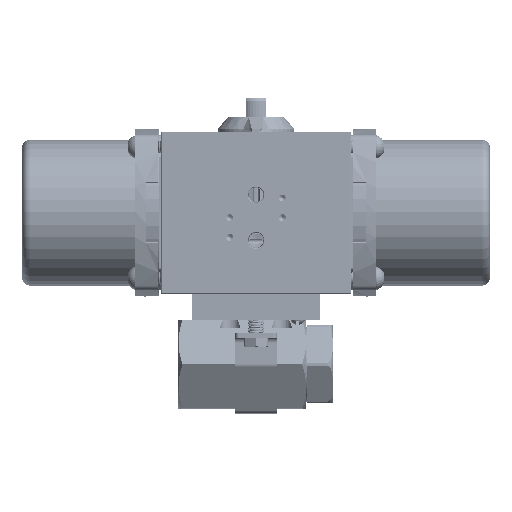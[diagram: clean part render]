
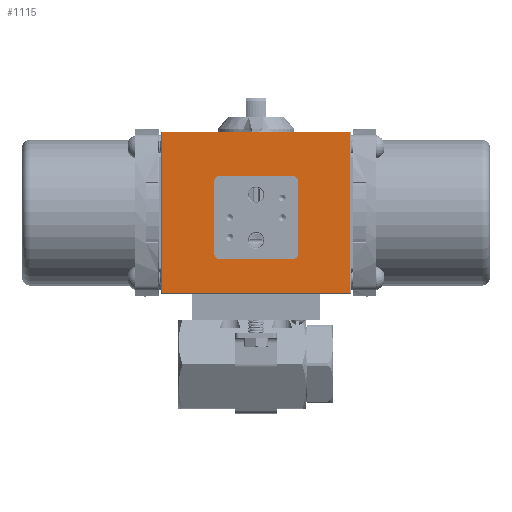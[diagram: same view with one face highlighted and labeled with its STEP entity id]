
A CAD part, top view. The second image highlights one B-rep face of the part: STEP entity #1115.
In plain terms, the highlighted planar face has unit normal (0, 0, 1).
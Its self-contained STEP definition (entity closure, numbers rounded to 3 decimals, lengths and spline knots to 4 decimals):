
#1115 = ADVANCED_FACE ( 'NONE', ( #79696, #137191 ), #4701, .F. ) ;
#2102 = DIRECTION ( 'NONE',  ( 0., 1., 0. ) ) ;
#3480 = VERTEX_POINT ( 'NONE', #97293 ) ;
#4701 = PLANE ( 'NONE',  #97417 ) ;
#4843 = LINE ( 'NONE', #66482, #92947 ) ;
#6638 = CARTESIAN_POINT ( 'NONE',  ( -2.253, 1.7, 1.55 ) ) ;
#7695 = EDGE_LOOP ( 'NONE', ( #17716, #133570, #36261, #36072, #63307, #137968, #41801, #37045 ) ) ;
#10958 = VERTEX_POINT ( 'NONE', #6638 ) ;
#14454 = EDGE_CURVE ( 'NONE', #61647, #34629, #41850, .T. ) ;
#14719 = CARTESIAN_POINT ( 'NONE',  ( 2.273, 1.7, 1.55 ) ) ;
#16081 = CARTESIAN_POINT ( 'NONE',  ( 0.878, 2.64, 1.55 ) ) ;
#16287 = DIRECTION ( 'NONE',  ( 0., 0., -1. ) ) ;
#17617 = CIRCLE ( 'NONE', #97597, 0.125 ) ;
#17716 = ORIENTED_EDGE ( 'NONE', *, *, #87425, .F. ) ;
#19242 = ORIENTED_EDGE ( 'NONE', *, *, #132742, .T. ) ;
#20163 = CIRCLE ( 'NONE', #28128, 0.125 ) ;
#24630 = ORIENTED_EDGE ( 'NONE', *, *, #41345, .T. ) ;
#25195 = VECTOR ( 'NONE', #123459, 39.3701 ) ;
#26614 = EDGE_LOOP ( 'NONE', ( #124211, #24630, #69637, #19242 ) ) ;
#27599 = DIRECTION ( 'NONE',  ( 0., 1., 0. ) ) ;
#28018 = LINE ( 'NONE', #77631, #132219 ) ;
#28128 = AXIS2_PLACEMENT_3D ( 'NONE', #66077, #146438, #77667 ) ;
#28300 = EDGE_CURVE ( 'NONE', #40641, #103299, #87506, .T. ) ;
#30343 = VERTEX_POINT ( 'NONE', #67735 ) ;
#33697 = VERTEX_POINT ( 'NONE', #66652 ) ;
#34629 = VERTEX_POINT ( 'NONE', #36917 ) ;
#35109 = CARTESIAN_POINT ( 'NONE',  ( -0.872, 2.64, 1.55 ) ) ;
#36072 = ORIENTED_EDGE ( 'NONE', *, *, #54476, .T. ) ;
#36243 = EDGE_CURVE ( 'NONE', #118093, #3480, #102240, .T. ) ;
#36261 = ORIENTED_EDGE ( 'NONE', *, *, #36243, .F. ) ;
#36294 = VERTEX_POINT ( 'NONE', #105244 ) ;
#36917 = CARTESIAN_POINT ( 'NONE',  ( 2.253, 5.56, 1.55 ) ) ;
#37045 = ORIENTED_EDGE ( 'NONE', *, *, #52052, .T. ) ;
#40515 = CARTESIAN_POINT ( 'NONE',  ( 1.003, 2.64, 1.55 ) ) ;
#40641 = VERTEX_POINT ( 'NONE', #40515 ) ;
#41130 = VECTOR ( 'NONE', #69156, 39.3701 ) ;
#41345 = EDGE_CURVE ( 'NONE', #34629, #121976, #4843, .T. ) ;
#41801 = ORIENTED_EDGE ( 'NONE', *, *, #76262, .F. ) ;
#41850 = LINE ( 'NONE', #90524, #102952 ) ;
#46568 = CARTESIAN_POINT ( 'NONE',  ( -0.997, 4.515, 1.55 ) ) ;
#46702 = DIRECTION ( 'NONE',  ( 0., 1., 0. ) ) ;
#49389 = DIRECTION ( 'NONE',  ( 1., 0., 0. ) ) ;
#52052 = EDGE_CURVE ( 'NONE', #30343, #36294, #63528, .T. ) ;
#52171 = LINE ( 'NONE', #113888, #25195 ) ;
#54476 = EDGE_CURVE ( 'NONE', #118093, #133658, #20163, .T. ) ;
#61647 = VERTEX_POINT ( 'NONE', #140267 ) ;
#61955 = CARTESIAN_POINT ( 'NONE',  ( 2.273, 5.58, 1.55 ) ) ;
#63307 = ORIENTED_EDGE ( 'NONE', *, *, #127539, .F. ) ;
#63528 = CIRCLE ( 'NONE', #141456, 0.125 ) ;
#66077 = CARTESIAN_POINT ( 'NONE',  ( 0.878, 4.39, 1.55 ) ) ;
#66482 = CARTESIAN_POINT ( 'NONE',  ( 2.273, 5.56, 1.55 ) ) ;
#66627 = CARTESIAN_POINT ( 'NONE',  ( 1.003, 4.515, 1.55 ) ) ;
#66652 = CARTESIAN_POINT ( 'NONE',  ( -0.997, 4.39, 1.55 ) ) ;
#67649 = CARTESIAN_POINT ( 'NONE',  ( 0.878, 2.515, 1.55 ) ) ;
#67735 = CARTESIAN_POINT ( 'NONE',  ( -0.872, 2.515, 1.55 ) ) ;
#69156 = DIRECTION ( 'NONE',  ( -1., 0., 0. ) ) ;
#69637 = ORIENTED_EDGE ( 'NONE', *, *, #83578, .T. ) ;
#70925 = DIRECTION ( 'NONE',  ( 0., 0., -1. ) ) ;
#73268 = LINE ( 'NONE', #66627, #76897 ) ;
#76254 = LINE ( 'NONE', #143294, #114055 ) ;
#76262 = EDGE_CURVE ( 'NONE', #30343, #103299, #28018, .T. ) ;
#76897 = VECTOR ( 'NONE', #135427, 39.3701 ) ;
#77631 = CARTESIAN_POINT ( 'NONE',  ( -0.997, 2.515, 1.55 ) ) ;
#77667 = DIRECTION ( 'NONE',  ( 0., 1., 0. ) ) ;
#79696 = FACE_OUTER_BOUND ( 'NONE', #26614, .T. ) ;
#83578 = EDGE_CURVE ( 'NONE', #121976, #10958, #52171, .T. ) ;
#86823 = CARTESIAN_POINT ( 'NONE',  ( 0.878, 4.515, 1.55 ) ) ;
#87425 = EDGE_CURVE ( 'NONE', #33697, #36294, #76254, .T. ) ;
#87506 = CIRCLE ( 'NONE', #119098, 0.125 ) ;
#90524 = CARTESIAN_POINT ( 'NONE',  ( 2.253, 5.58, 1.55 ) ) ;
#90556 = DIRECTION ( 'NONE',  ( -1., 0., 0. ) ) ;
#92947 = VECTOR ( 'NONE', #90556, 39.3701 ) ;
#96410 = DIRECTION ( 'NONE',  ( 0., 0., -1. ) ) ;
#96615 = DIRECTION ( 'NONE',  ( 0., 1., 0. ) ) ;
#97293 = CARTESIAN_POINT ( 'NONE',  ( -0.872, 4.515, 1.55 ) ) ;
#97417 = AXIS2_PLACEMENT_3D ( 'NONE', #61955, #16287, #96615 ) ;
#97597 = AXIS2_PLACEMENT_3D ( 'NONE', #139713, #70925, #2102 ) ;
#102240 = LINE ( 'NONE', #46568, #41130 ) ;
#102952 = VECTOR ( 'NONE', #113164, 39.3701 ) ;
#103299 = VERTEX_POINT ( 'NONE', #67649 ) ;
#105244 = CARTESIAN_POINT ( 'NONE',  ( -0.997, 2.64, 1.55 ) ) ;
#109157 = DIRECTION ( 'NONE',  ( 0., -1., 0. ) ) ;
#113164 = DIRECTION ( 'NONE',  ( 0., 1., 0. ) ) ;
#113888 = CARTESIAN_POINT ( 'NONE',  ( -2.253, 5.58, 1.55 ) ) ;
#114055 = VECTOR ( 'NONE', #109157, 39.3701 ) ;
#115329 = LINE ( 'NONE', #14719, #135029 ) ;
#115474 = DIRECTION ( 'NONE',  ( 0., 0., -1. ) ) ;
#116279 = CARTESIAN_POINT ( 'NONE',  ( 1.003, 4.39, 1.55 ) ) ;
#118093 = VERTEX_POINT ( 'NONE', #86823 ) ;
#119098 = AXIS2_PLACEMENT_3D ( 'NONE', #16081, #96410, #27599 ) ;
#121976 = VERTEX_POINT ( 'NONE', #139899 ) ;
#123459 = DIRECTION ( 'NONE',  ( 0., -1., 0. ) ) ;
#124211 = ORIENTED_EDGE ( 'NONE', *, *, #14454, .T. ) ;
#127539 = EDGE_CURVE ( 'NONE', #40641, #133658, #73268, .T. ) ;
#132219 = VECTOR ( 'NONE', #134858, 39.3701 ) ;
#132742 = EDGE_CURVE ( 'NONE', #10958, #61647, #115329, .T. ) ;
#133570 = ORIENTED_EDGE ( 'NONE', *, *, #135421, .T. ) ;
#133658 = VERTEX_POINT ( 'NONE', #116279 ) ;
#134858 = DIRECTION ( 'NONE',  ( 1., 0., 0. ) ) ;
#135029 = VECTOR ( 'NONE', #49389, 39.3701 ) ;
#135421 = EDGE_CURVE ( 'NONE', #33697, #3480, #17617, .T. ) ;
#135427 = DIRECTION ( 'NONE',  ( 0., 1., 0. ) ) ;
#137191 = FACE_BOUND ( 'NONE', #7695, .T. ) ;
#137968 = ORIENTED_EDGE ( 'NONE', *, *, #28300, .T. ) ;
#139713 = CARTESIAN_POINT ( 'NONE',  ( -0.872, 4.39, 1.55 ) ) ;
#139899 = CARTESIAN_POINT ( 'NONE',  ( -2.253, 5.56, 1.55 ) ) ;
#140267 = CARTESIAN_POINT ( 'NONE',  ( 2.253, 1.7, 1.55 ) ) ;
#141456 = AXIS2_PLACEMENT_3D ( 'NONE', #35109, #115474, #46702 ) ;
#143294 = CARTESIAN_POINT ( 'NONE',  ( -0.997, 4.515, 1.55 ) ) ;
#146438 = DIRECTION ( 'NONE',  ( 0., 0., -1. ) ) ;
